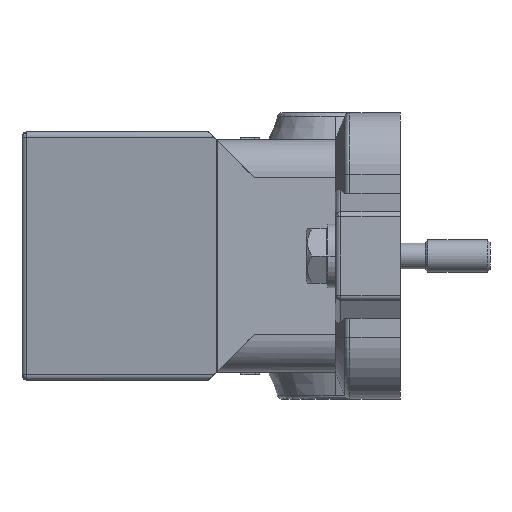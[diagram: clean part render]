
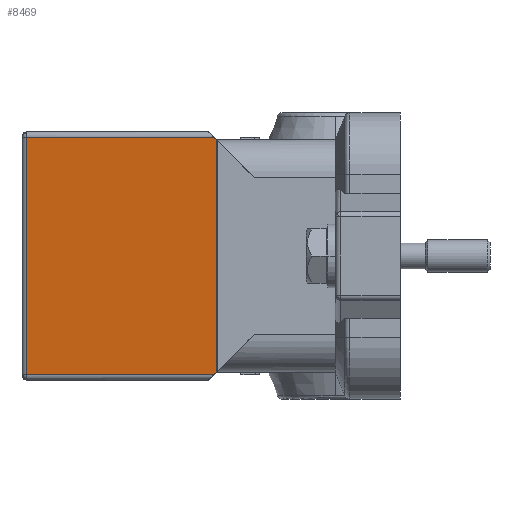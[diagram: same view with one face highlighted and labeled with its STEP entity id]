
A CAD part, left-side view. The second image highlights one B-rep face of the part: STEP entity #8469.
In plain terms, the highlighted planar face has unit normal (-0.985, 0.174, 0).
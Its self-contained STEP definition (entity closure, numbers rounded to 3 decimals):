
#1657=DIRECTION('',(0.,0.,-1.));
#1658=VECTOR('',#1657,43.172);
#1659=CARTESIAN_POINT('',(-29.985,34.086,21.586));
#1660=LINE('',#1659,#1658);
#1661=DIRECTION('',(-0.124,-0.702,0.702));
#1662=VECTOR('',#1661,0.59);
#1663=CARTESIAN_POINT('',(-29.912,34.5,-22.));
#1664=LINE('',#1663,#1662);
#1665=DIRECTION('',(0.124,0.702,0.702));
#1666=VECTOR('',#1665,0.59);
#1667=CARTESIAN_POINT('',(-29.985,34.086,21.586));
#1668=LINE('',#1667,#1666);
#1669=DIRECTION('',(0.174,0.985,0.));
#1670=VECTOR('',#1669,35.209);
#1671=CARTESIAN_POINT('',(-29.912,34.5,-22.));
#1672=LINE('',#1671,#1670);
#1694=DIRECTION('',(0.,0.,1.));
#1695=VECTOR('',#1694,44.);
#1696=CARTESIAN_POINT('',(-23.798,69.174,-22.));
#1697=LINE('',#1696,#1695);
#1832=DIRECTION('',(-0.174,-0.985,0.));
#1833=VECTOR('',#1832,35.209);
#1834=CARTESIAN_POINT('',(-23.798,69.174,22.));
#1835=LINE('',#1834,#1833);
#5107=CARTESIAN_POINT('',(-29.985,34.086,21.586));
#5108=CARTESIAN_POINT('',(-29.985,34.086,
-21.586));
#5109=VERTEX_POINT('',#5107);
#5110=VERTEX_POINT('',#5108);
#5111=CARTESIAN_POINT('',(-29.912,34.5,-22.));
#5112=VERTEX_POINT('',#5111);
#5113=CARTESIAN_POINT('',(-29.912,34.5,22.));
#5114=VERTEX_POINT('',#5113);
#5115=CARTESIAN_POINT('',(-23.798,69.174,22.));
#5116=VERTEX_POINT('',#5115);
#5117=CARTESIAN_POINT('',(-23.798,69.174,-22.));
#5118=VERTEX_POINT('',#5117);
#8453=CARTESIAN_POINT('',(-23.652,70.,-23.));
#8454=DIRECTION('',(-0.985,0.174,0.));
#8455=DIRECTION('',(-0.174,-0.985,0.));
#8456=AXIS2_PLACEMENT_3D('',#8453,#8454,#8455);
#8457=PLANE('',#8456);
#8458=ORIENTED_EDGE('',*,*,#6437,.F.);
#8460=ORIENTED_EDGE('',*,*,#8459,.T.);
#8462=ORIENTED_EDGE('',*,*,#8461,.T.);
#8464=ORIENTED_EDGE('',*,*,#8463,.T.);
#8465=ORIENTED_EDGE('',*,*,#6921,.F.);
#8466=ORIENTED_EDGE('',*,*,#8447,.T.);
#8467=EDGE_LOOP('',(#8458,#8460,#8462,#8464,#8465,#8466));
#8468=FACE_OUTER_BOUND('',#8467,.F.);
#8469=ADVANCED_FACE('',(#8468),#8457,.T.);
#6437=EDGE_CURVE('',#5112,#5110,#1664,.T.);
#6921=EDGE_CURVE('',#5109,#5114,#1668,.T.);
#8447=EDGE_CURVE('',#5109,#5110,#1660,.T.);
#8459=EDGE_CURVE('',#5112,#5118,#1672,.T.);
#8461=EDGE_CURVE('',#5118,#5116,#1697,.T.);
#8463=EDGE_CURVE('',#5116,#5114,#1835,.T.);
